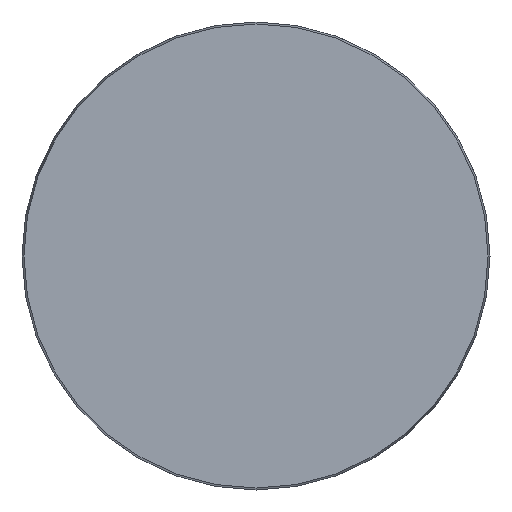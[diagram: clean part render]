
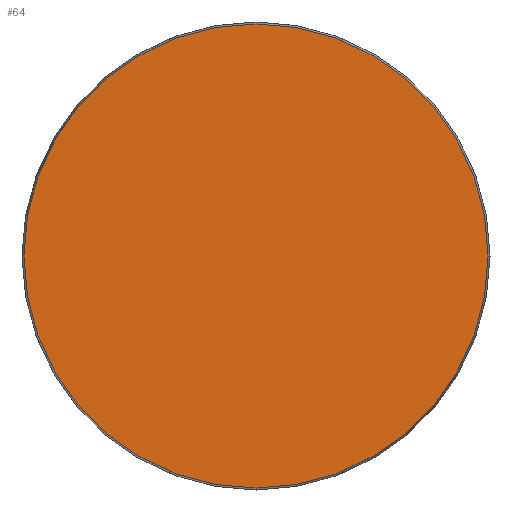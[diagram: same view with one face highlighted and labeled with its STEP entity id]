
A CAD part, front view. The second image highlights one B-rep face of the part: STEP entity #64.
In plain terms, the highlighted planar face has unit normal (0, -1, 0).
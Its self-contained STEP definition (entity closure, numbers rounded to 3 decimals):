
#13 = CARTESIAN_POINT ( 'NONE',  ( 0., 0., 0. ) ) ;
#64 = ADVANCED_FACE ( 'NONE', ( #494 ), #122, .F. ) ;
#68 = CARTESIAN_POINT ( 'NONE',  ( -68.425, 0., 0. ) ) ;
#93 = AXIS2_PLACEMENT_3D ( 'NONE', #13, #704, #238 ) ;
#121 = CARTESIAN_POINT ( 'NONE',  ( 0., 0., -68.425 ) ) ;
#122 = PLANE ( 'NONE',  #644 ) ;
#178 = EDGE_LOOP ( 'NONE', ( #747 ) ) ;
#232 = CIRCLE ( 'NONE', #93, 68.425 ) ;
#238 = DIRECTION ( 'NONE',  ( 0., 0., -1. ) ) ;
#362 = DIRECTION ( 'NONE',  ( 0., 1., 0. ) ) ;
#432 = EDGE_CURVE ( 'NONE', #480, #480, #232, .T. ) ;
#479 = DIRECTION ( 'NONE',  ( 0., 0., 1. ) ) ;
#480 = VERTEX_POINT ( 'NONE', #121 ) ;
#494 = FACE_OUTER_BOUND ( 'NONE', #178, .T. ) ;
#644 = AXIS2_PLACEMENT_3D ( 'NONE', #68, #362, #479 ) ;
#704 = DIRECTION ( 'NONE',  ( 0., -1., 0. ) ) ;
#747 = ORIENTED_EDGE ( 'NONE', *, *, #432, .T. ) ;
